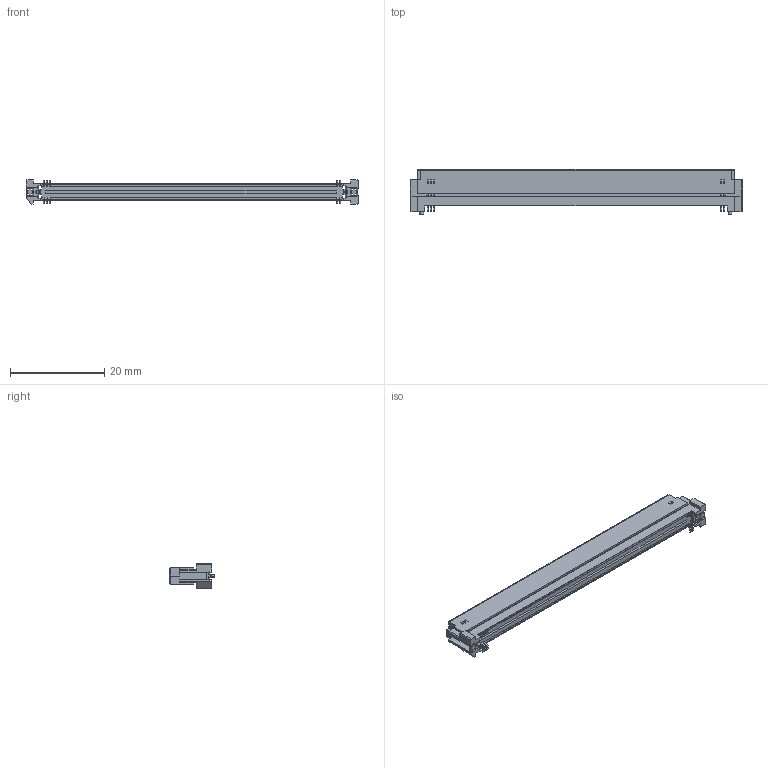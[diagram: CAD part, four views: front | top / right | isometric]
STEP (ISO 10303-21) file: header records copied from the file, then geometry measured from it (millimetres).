
FILE_DESCRIPTION((''),'2;1');
FILE_NAME('535532009','2007-12-03T',('mhm01'),(''),'PRO/ENGINEER BY PARAMETRIC TECHNOLOGY CORPORATION, 2003451','PRO/ENGINEER BY PARAMETRIC TECHNOLOGY CORPORATION, 2003451','');
FILE_SCHEMA(('CONFIG_CONTROL_DESIGN'));
Length unit declared in the file: millimetre
Products named in the file (1): 535532009
Bounding box: 70.37 x 9.6 x 5.2 mm (x, y, z)
Volume: 1181.5 mm3; surface area: 3419.7 mm2
Topology: 1 solids, 1 shells, 530 faces, 1770 edges, 1148 vertices
Faces by surface type: plane 508, cylinder 18, cone 4
Entity records: 18923 total; most frequent: ORIENTED_EDGE 3432, CARTESIAN_POINT 3393, DIRECTION 2880, VECTOR 1722, LINE 1722, EDGE_CURVE 1716, VERTEX_POINT 1092, AXIS2_PLACEMENT_3D 579
